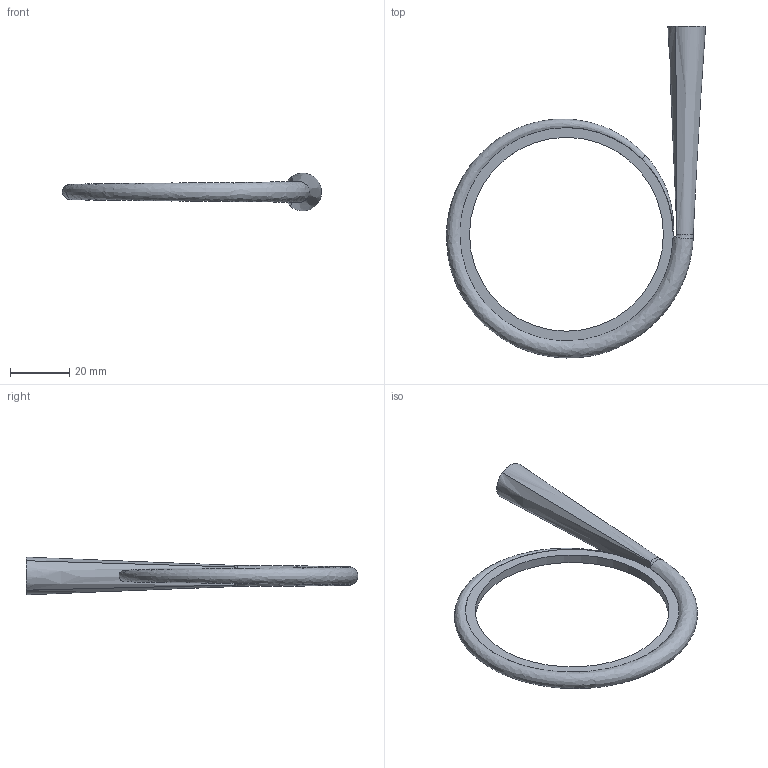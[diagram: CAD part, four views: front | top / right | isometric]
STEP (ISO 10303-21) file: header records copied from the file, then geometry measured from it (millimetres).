
FILE_DESCRIPTION(/* description */ (''),/* implementation_level */ '2;1');
FILE_NAME(/* name */ 'VoluteCAD.step',/* time_stamp */ '2022-03-27T12:22:26+01:00',/* author */ (''),/* organization */ (''),/* preprocessor_version */ 'ST-DEVELOPER v18.1',/* originating_system */ 'Autodesk Translation Framework v10.13.0.1454',/* authorisation */ '');
FILE_SCHEMA (('AUTOMOTIVE_DESIGN { 1 0 10303 214 3 1 1 }'));
Length unit declared in the file: millimetre
Products named in the file (2): Volute; Volute (1)
Assembly tree (1 placements, depth 2):
  Volute
    Volute (1)
Bounding box: 87.38 x 111.93 x 12.69 mm (x, y, z)
Volume: 12069.1 mm3; surface area: 7230.5 mm2
Topology: 1 solids, 1 shells, 25 faces, 77 edges, 54 vertices
Faces by surface type: bspline 14, cylinder 6, plane 5
Full cylindrical faces by diameter (mm): 65.39 x1
Entity records: 1787 total; most frequent: CARTESIAN_POINT 1102, ORIENTED_EDGE 154, DIRECTION 108, EDGE_CURVE 77, VERTEX_POINT 54, AXIS2_PLACEMENT_3D 46, CIRCLE 29, B_SPLINE_CURVE_WITH_KNOTS 29
